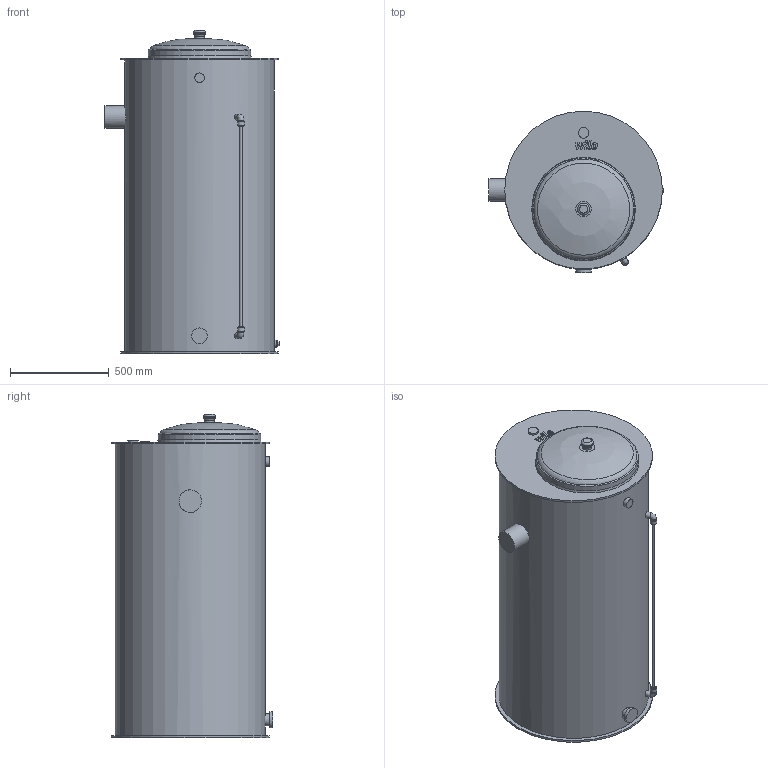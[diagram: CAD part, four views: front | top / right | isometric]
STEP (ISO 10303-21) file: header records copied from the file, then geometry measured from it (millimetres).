
FILE_DESCRIPTION(/* description */ (''),/* implementation_level */ '2;1');
FILE_NAME(/* name */ '3d_VBH500LRund-2516544.stp',/* time_stamp */ '2017-09-20T13:36:24+02:00',/* author */ ('Andrzej'),/* organization */ (''),/* preprocessor_version */ 'ST-DEVELOPER v16.13',/* originating_system */ 'AutoCAD Mechanical',/* authorisation */ '');
FILE_SCHEMA (('AUTOMOTIVE_DESIGN { 1 0 10303 214 3 1 1 }'));
Length unit declared in the file: millimetre
Products named in the file (1): Product
Bounding box: 883.3 x 817.5 x 1640 mm (x, y, z)
Volume: 699455445 mm3; surface area: 4894880.4 mm2
Topology: 7 solids, 7 shells, 115 faces, 256 edges, 170 vertices
Faces by surface type: plane 60, bspline 27, cylinder 20, torus 5, cone 3
Full cylindrical faces by diameter (mm): 12 x1, 25 x2, 28 x1, 30 x2, 34 x2, 36 x1, 48 x2, 53 x1, 61 x1, 62 x1, 80 x1, 114.3 x1, 520 x1, 760 x1, 800 x2
Entity records: 3787 total; most frequent: CARTESIAN_POINT 1481, ORIENTED_EDGE 440, DIRECTION 397, EDGE_CURVE 220, VERTEX_POINT 164, EDGE_LOOP 162, AXIS2_PLACEMENT_3D 143, FACE_OUTER_BOUND 115
